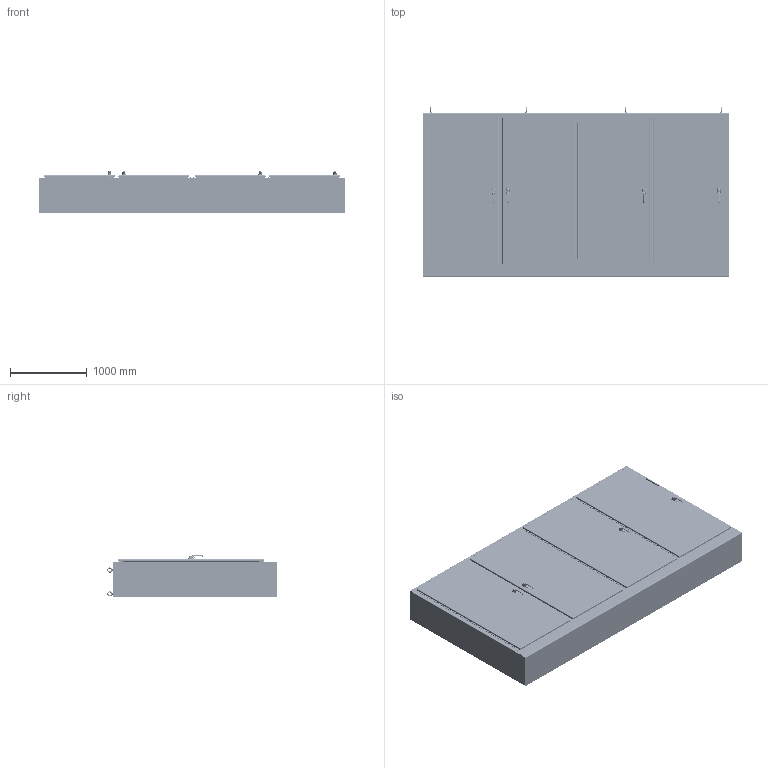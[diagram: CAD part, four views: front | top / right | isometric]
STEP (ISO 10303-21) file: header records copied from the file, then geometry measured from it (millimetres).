
FILE_DESCRIPTION(/* description */ ('4-DOOR DISC ENCL., N12, FS, CS, 84X157.5X18'),/* implementation_level */ '2;1');
FILE_NAME(/* name */ 'WA84XM4EW18U.stp',/* time_stamp */ '2021-02-08T10:23:09-06:00',/* author */ ('MR'),/* organization */ (''),/* preprocessor_version */ 'ST-DEVELOPER v18.1',/* originating_system */ 'Autodesk Inventor 2020',/* authorisation */ '');
FILE_SCHEMA (('AUTOMOTIVE_DESIGN { 1 0 10303 214 3 1 1 }'));
Products named in the file (132): WA84XM4EW18U; WA84XM4EWUFB; WA84XM4EW18ULS; WA84XM4EW18URS; WAXM4EW18UTOPLH; WAXM4EW18UTOPRH; WAXM4EW18UBTMLH; WAXM4EW18UBTMRH; WA84XM4EWUMLS; 3067; 349132; HFW3025; 316298; HFW1404; 3889; WA72XM72PNL; FUN00129; 349104; 30332; 30332S; 38846; WA84XM4EWUMLR-RIGHT; WA84XM4EWUMLR-LEFT; HFW332014; HFW332009; 3707-32.25; WA84XM4EWURML; WA84XM4EWUMLR; 30365; 31431; HFW332015; HFW332011; HFW332003; 30364; 31665; WA_XM4EW_U_HANGER; HFW332019; HFW332008; HFW332013; HFW332008S ...
Assembly tree (354 placements, depth 5):
  WA84XM4EW18U
    WA84XM4EWUFB  x2
    WA84XM4EW18ULS
    WA84XM4EW18URS
    WAXM4EW18UTOPLH
    WAXM4EW18UTOPRH
    WAXM4EW18UBTMLH
    WAXM4EW18UBTMRH
    WA84XM4EWUMLS
    3067  x4
    349132  x8
    HFW3025  x8
    316298  x8
    HFW1404  x3
    3889  x16
    WA72XM72PNL  x2
    FUN00129  x3
    349104  x16
    30332  x3
      30332S
      38846
    WA84XM4EWUMLR-RIGHT
      HFW332014
      HFW332009
      HFW332015  x2
      3707-32.25
      WA84XM4EWURML
      WA84XM4EWUMLR
      30365  x2
      38846_1
      31431  x4
      34920  x4
      HFW332011  x2
      HFW332003
      HFW332001
        HFW332001-1
        HFWS332001-2
    WA84XM4EWUMLR-LEFT
      HFW332014
      HFW332009
      HFW332015  x2
      3707-32.25
      WA84XM4EWURML
      WA84XM4EWUMLR
      30365  x2
      31431  x4
      34920  x4
      HFW332011  x2
      HFW332003  x2
      HFW332001
        HFW332001-1
        HFWS332001-2
    30364  x4
    31665  x4
    WA_XM4EW_U_HANGER
      HFW332019
        HFW332017
        HFW388167
      HFW332016
      HFW332008
Bounding box: 4000.5 x 2216.08 x 548.75 mm (x, y, z)
Volume: 123689805.9 mm3; surface area: 71462094.8 mm2
Topology: 456 solids, 456 shells, 18125 faces, 46543 edges, 29186 vertices
Faces by surface type: plane 8262, cylinder 5942, torus 1213, bspline 1207, cone 1097, sphere 404
Full cylindrical faces by diameter (mm): 1.587 x3, 2 x1, 2.2 x1, 2.5 x4, 3 x7, 3.048 x4, 3.1 x8, 3.15 x4, 3.175 x2, 3.5 x4, 3.607 x4, 3.9 x4, 3.962 x6, 4 x1, 4.2 x8, 4.5 x8, 4.762 x1, 4.825 x80, 4.978 x8, 5 x13, 5.08 x16, 5.105 x49, 5.156 x16, 5.2 x1, 5.4 x12, 5.69 x16, 6 x12, 6.128 x8, 6.172 x8, 6.337 x24
Entity records: 219753 total; most frequent: CARTESIAN_POINT 99307, DIRECTION 24742, ORIENTED_EDGE 23662, EDGE_CURVE 11831, AXIS2_PLACEMENT_3D 9197, VERTEX_POINT 7306, LINE 6348, VECTOR 6348
